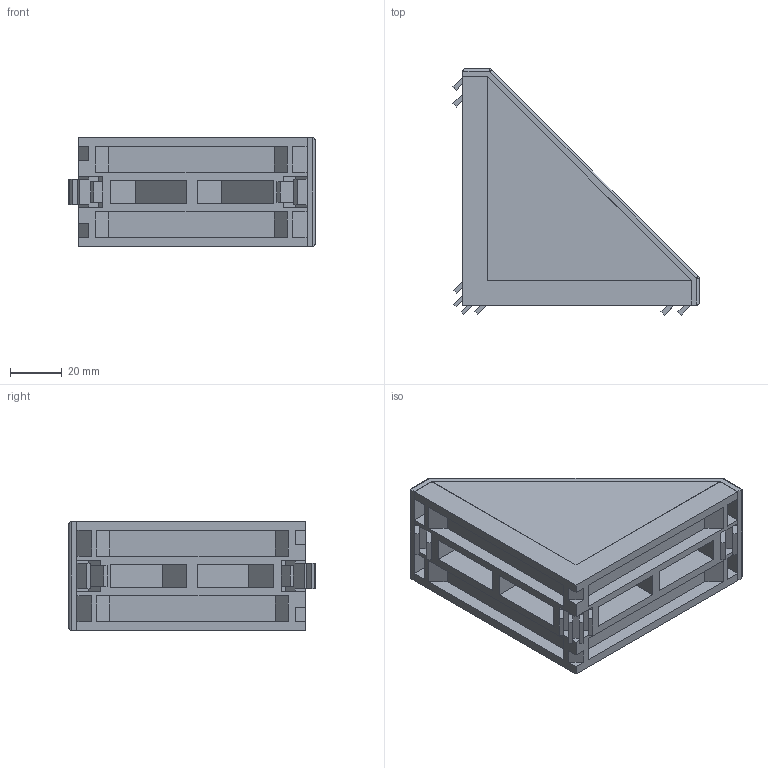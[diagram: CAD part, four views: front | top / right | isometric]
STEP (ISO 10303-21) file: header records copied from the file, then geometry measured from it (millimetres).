
FILE_DESCRIPTION (( 'STEP AP203' ), '1' );
FILE_NAME ('Óãëîâîé ñîåäèíèòåëü AL 45 ñåðèÿ 1õ4 42õ88õ88 ñ çàãëóøêîé.STEP', '2022-09-30T11:40:15', ( 'user' ), ( '' ), 'SwSTEP 2.0', 'SolidWorks 2022', '' );
FILE_SCHEMA (( 'CONFIG_CONTROL_DESIGN' ));
Length unit declared in the file: millimetre
Products named in the file (1): Угловой соединитель AL 45 серия 1х4 42х88х88 с заглушкой
Bounding box: 94.92 x 94.92 x 42 mm (x, y, z)
Volume: 88012.3 mm3; surface area: 47968.6 mm2
Topology: 3 solids, 3 shells, 159 faces, 409 edges, 256 vertices
Faces by surface type: plane 145, cylinder 10, sphere 4
Entity records: 4744 total; most frequent: CARTESIAN_POINT 833, ORIENTED_EDGE 810, DIRECTION 733, EDGE_CURVE 405, VECTOR 389, LINE 389, VERTEX_POINT 256, AXIS2_PLACEMENT_3D 172
